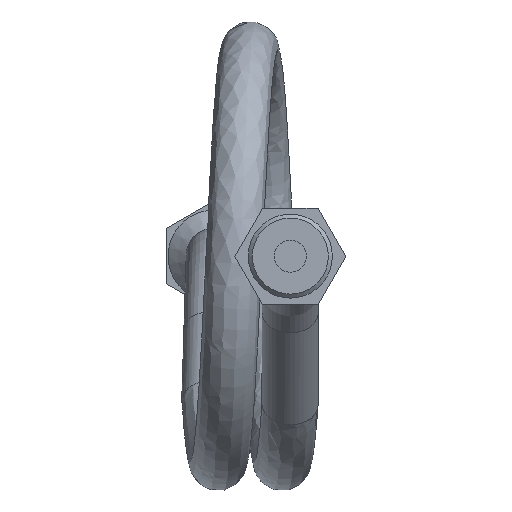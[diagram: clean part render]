
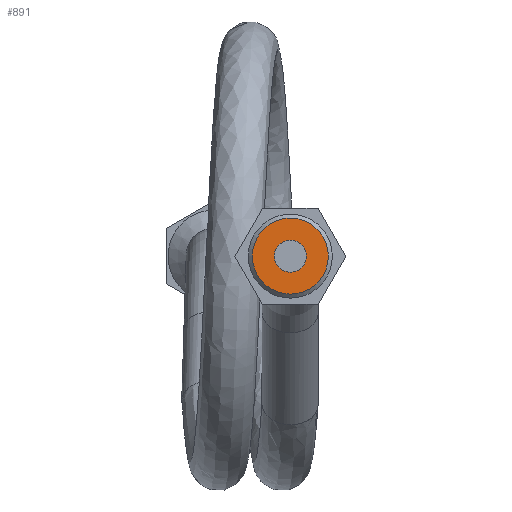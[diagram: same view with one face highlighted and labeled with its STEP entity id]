
A CAD part, left-side view. The second image highlights one B-rep face of the part: STEP entity #891.
In plain terms, the highlighted planar face has unit normal (-1, 0, 0).
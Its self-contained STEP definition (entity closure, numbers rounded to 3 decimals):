
#43=FACE_BOUND('',#170,.T.);
#62=PLANE('',#1001);
#115=FACE_OUTER_BOUND('',#169,.T.);
#169=EDGE_LOOP('',(#766));
#170=EDGE_LOOP('',(#767,#768));
#336=CIRCLE('',#1002,9.478);
#337=CIRCLE('',#1003,4.);
#338=CIRCLE('',#1004,4.);
#427=VERTEX_POINT('',#2209);
#428=VERTEX_POINT('',#2211);
#429=VERTEX_POINT('',#2212);
#547=EDGE_CURVE('',#427,#427,#336,.T.);
#548=EDGE_CURVE('',#428,#429,#337,.T.);
#549=EDGE_CURVE('',#429,#428,#338,.T.);
#766=ORIENTED_EDGE('',*,*,#547,.F.);
#767=ORIENTED_EDGE('',*,*,#548,.T.);
#768=ORIENTED_EDGE('',*,*,#549,.T.);
#891=ADVANCED_FACE('',(#115,#43),#62,.T.);
#1001=AXIS2_PLACEMENT_3D('',#2208,#1236,#1237);
#1002=AXIS2_PLACEMENT_3D('',#2210,#1238,#1239);
#1003=AXIS2_PLACEMENT_3D('',#2213,#1240,#1241);
#1004=AXIS2_PLACEMENT_3D('',#2214,#1242,#1243);
#1236=DIRECTION('center_axis',(-1.,0.,0.));
#1237=DIRECTION('ref_axis',(0.,0.,1.));
#1238=DIRECTION('center_axis',(1.,0.,0.));
#1239=DIRECTION('ref_axis',(0.,0.,-1.));
#1240=DIRECTION('center_axis',(1.,0.,0.));
#1241=DIRECTION('ref_axis',(0.,0.,1.));
#1242=DIRECTION('center_axis',(1.,0.,0.));
#1243=DIRECTION('ref_axis',(0.,0.,1.));
#2208=CARTESIAN_POINT('Origin',(-182.5,0.,0.));
#2209=CARTESIAN_POINT('',(-182.5,0.,9.478));
#2210=CARTESIAN_POINT('Origin',(-182.5,0.,0.));
#2211=CARTESIAN_POINT('',(-182.5,0.,4.));
#2212=CARTESIAN_POINT('',(-182.5,0.,-4.));
#2213=CARTESIAN_POINT('Origin',(-182.5,0.,0.));
#2214=CARTESIAN_POINT('Origin',(-182.5,0.,0.));
